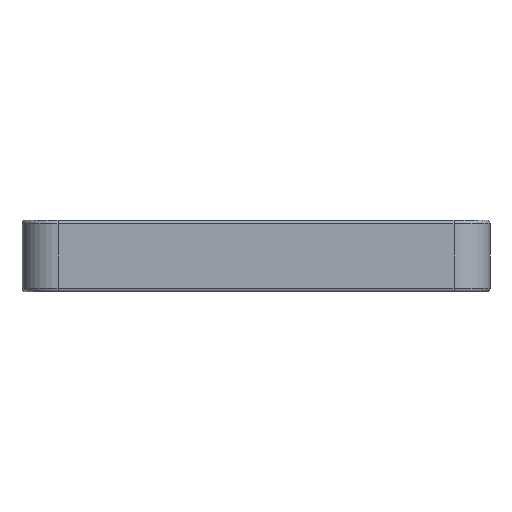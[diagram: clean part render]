
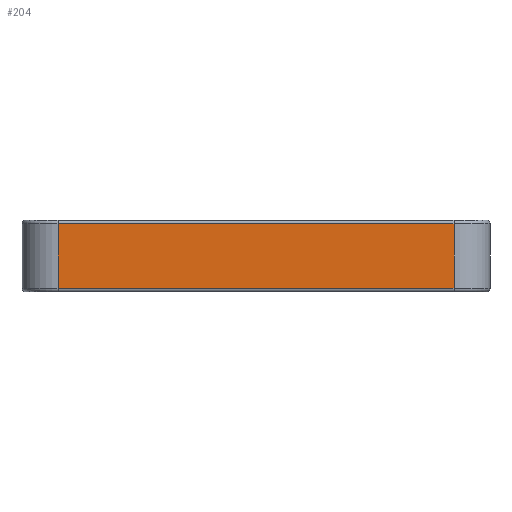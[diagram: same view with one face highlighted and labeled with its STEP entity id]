
A CAD part, left-side view. The second image highlights one B-rep face of the part: STEP entity #204.
In plain terms, the highlighted planar face has unit normal (-1, 0, 0).
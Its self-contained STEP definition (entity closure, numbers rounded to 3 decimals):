
#204 = ADVANCED_FACE ( 'NONE', ( #4264 ), #8225, .F. ) ;
#394 = VECTOR ( 'NONE', #4495, 1000. ) ;
#501 = EDGE_LOOP ( 'NONE', ( #4613, #4867, #4503, #8519 ) ) ;
#870 = EDGE_CURVE ( 'NONE', #9218, #6833, #2100, .T. ) ;
#937 = DIRECTION ( 'NONE',  ( 1., 0., 0. ) ) ;
#1080 = VECTOR ( 'NONE', #9097, 1000. ) ;
#1609 = DIRECTION ( 'NONE',  ( 0., 0., -1. ) ) ;
#1734 = EDGE_CURVE ( 'NONE', #8568, #2836, #3007, .T. ) ;
#2100 = LINE ( 'NONE', #2459, #1080 ) ;
#2167 = CARTESIAN_POINT ( 'NONE',  ( -45., -32.5, 9.5 ) ) ;
#2355 = CARTESIAN_POINT ( 'NONE',  ( -45., -32.5, 10. ) ) ;
#2459 = CARTESIAN_POINT ( 'NONE',  ( -45., 27.5, 10. ) ) ;
#2494 = EDGE_CURVE ( 'NONE', #2836, #9218, #6644, .T. ) ;
#2835 = CARTESIAN_POINT ( 'NONE',  ( -45., -27.5, 0.5 ) ) ;
#2836 = VERTEX_POINT ( 'NONE', #3054 ) ;
#3007 = LINE ( 'NONE', #5792, #4245 ) ;
#3054 = CARTESIAN_POINT ( 'NONE',  ( -45., -27.5, 9.5 ) ) ;
#3560 = CARTESIAN_POINT ( 'NONE',  ( -45., 27.5, 0.5 ) ) ;
#3625 = DIRECTION ( 'NONE',  ( 0., 1., 0. ) ) ;
#3755 = CARTESIAN_POINT ( 'NONE',  ( -45., -27.5, 0.5 ) ) ;
#4245 = VECTOR ( 'NONE', #9331, 1000. ) ;
#4264 = FACE_OUTER_BOUND ( 'NONE', #501, .T. ) ;
#4495 = DIRECTION ( 'NONE',  ( 0., -1., 0. ) ) ;
#4503 = ORIENTED_EDGE ( 'NONE', *, *, #1734, .T. ) ;
#4613 = ORIENTED_EDGE ( 'NONE', *, *, #870, .T. ) ;
#4867 = ORIENTED_EDGE ( 'NONE', *, *, #6158, .T. ) ;
#5792 = CARTESIAN_POINT ( 'NONE',  ( -45., -27.5, 10. ) ) ;
#6158 = EDGE_CURVE ( 'NONE', #6833, #8568, #8820, .T. ) ;
#6285 = VECTOR ( 'NONE', #3625, 1000. ) ;
#6644 = LINE ( 'NONE', #2167, #6285 ) ;
#6833 = VERTEX_POINT ( 'NONE', #3560 ) ;
#7318 = AXIS2_PLACEMENT_3D ( 'NONE', #2355, #937, #1609 ) ;
#8225 = PLANE ( 'NONE',  #7318 ) ;
#8519 = ORIENTED_EDGE ( 'NONE', *, *, #2494, .T. ) ;
#8568 = VERTEX_POINT ( 'NONE', #2835 ) ;
#8820 = LINE ( 'NONE', #3755, #394 ) ;
#9079 = CARTESIAN_POINT ( 'NONE',  ( -45., 27.5, 9.5 ) ) ;
#9097 = DIRECTION ( 'NONE',  ( 0., 0., -1. ) ) ;
#9218 = VERTEX_POINT ( 'NONE', #9079 ) ;
#9331 = DIRECTION ( 'NONE',  ( 0., 0., 1. ) ) ;
